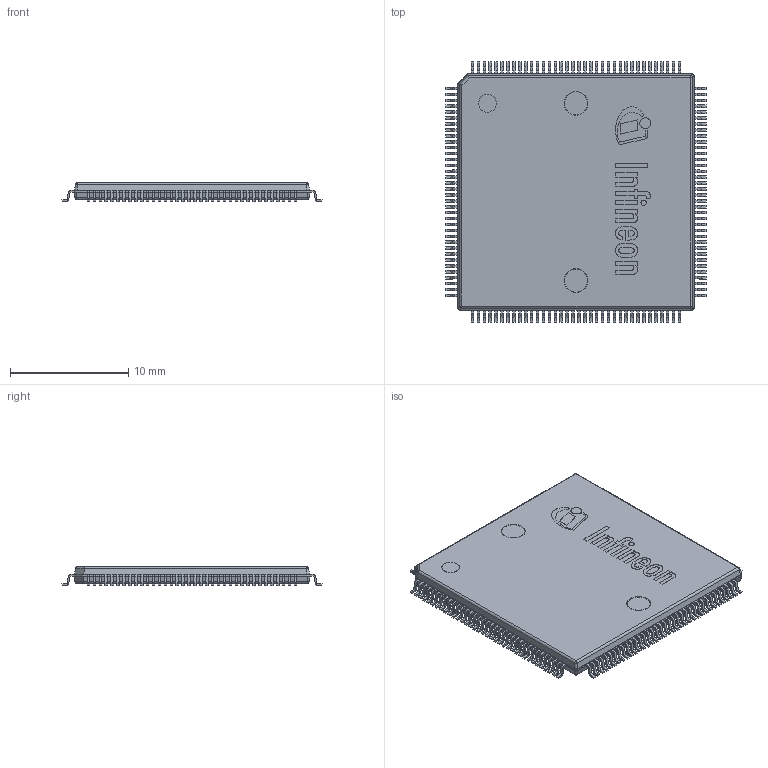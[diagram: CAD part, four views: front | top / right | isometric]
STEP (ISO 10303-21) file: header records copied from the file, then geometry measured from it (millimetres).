
FILE_DESCRIPTION(/* description */ (''),/* implementation_level */ '2;1');
FILE_NAME(/* name */ 'PG-LQFP-144-13_Z8B00021379_6.5x6.5_V10_3D.stp',/* time_stamp */ '2024-06-17T14:51:37+05:30',/* author */ ('sivamani'),/* organization */ (''),/* preprocessor_version */ 'ST-DEVELOPER v19.2',/* originating_system */ 'AutoCAD Mechanical',/* authorisation */ '');
FILE_SCHEMA (('AUTOMOTIVE_DESIGN { 1 0 10303 214 3 1 1 }'));
Products named in the file (1): Product
Bounding box: 22 x 22 x 1.61 mm (x, y, z)
Volume: 568.6 mm3; surface area: 2769.2 mm2
Topology: 161 solids, 161 shells, 2207 faces, 5608 edges, 3725 vertices
Faces by surface type: plane 1568, cylinder 602, bspline 24, torus 7, cone 6
Full cylindrical faces by diameter (mm): 0.447 x1, 0.921 x1, 1.5 x3, 2 x6
Entity records: 69056 total; most frequent: CARTESIAN_POINT 14689, ORIENTED_EDGE 11204, DIRECTION 11124, EDGE_CURVE 5602, LINE 4340, VECTOR 4340, VERTEX_POINT 3725, AXIS2_PLACEMENT_3D 3392
